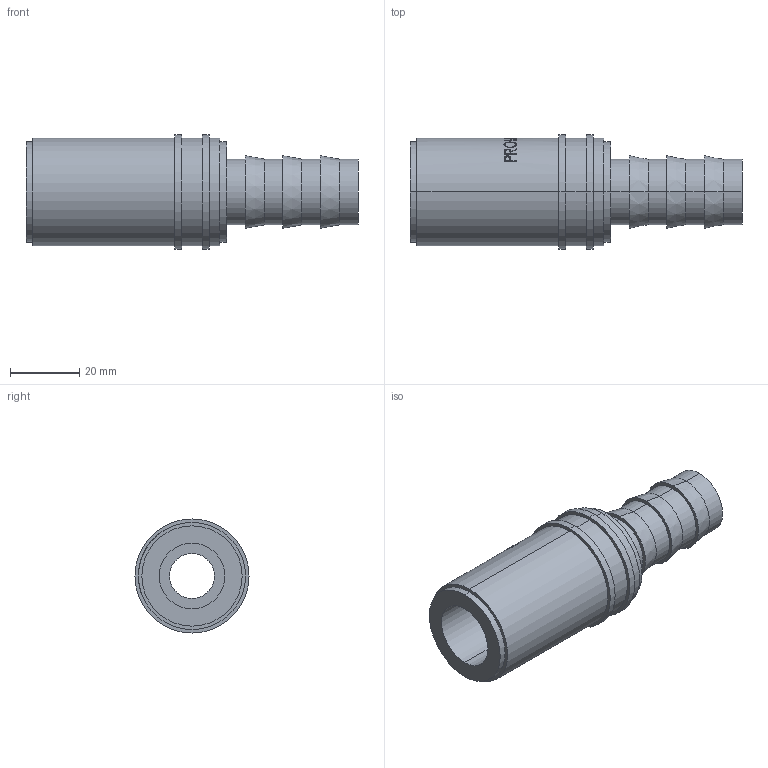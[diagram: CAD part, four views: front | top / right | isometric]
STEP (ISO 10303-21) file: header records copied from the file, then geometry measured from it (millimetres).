
FILE_DESCRIPTION (( 'STEP AP203' ), '1' );
FILE_NAME ('bd0e.STEP', '2025-09-04T13:26:48', ( '' ), ( '' ), 'SwSTEP 2.0', 'SolidWorks 2019', '' );
FILE_SCHEMA (( 'CONFIG_CONTROL_DESIGN' ));
Length unit declared in the file: millimetre
Products named in the file (1): bd0e
Bounding box: 96 x 33 x 33 mm (x, y, z)
Volume: 37958.7 mm3; surface area: 14315.9 mm2
Topology: 1 solids, 1 shells, 128 faces, 312 edges, 206 vertices
Faces by surface type: plane 45, bspline 42, cylinder 35, cone 6
Entity records: 8580 total; most frequent: CARTESIAN_POINT 5778, ORIENTED_EDGE 624, DIRECTION 448, EDGE_CURVE 312, VERTEX_POINT 206, AXIS2_PLACEMENT_3D 185, EDGE_LOOP 150, B_SPLINE_CURVE_WITH_KNOTS 136
